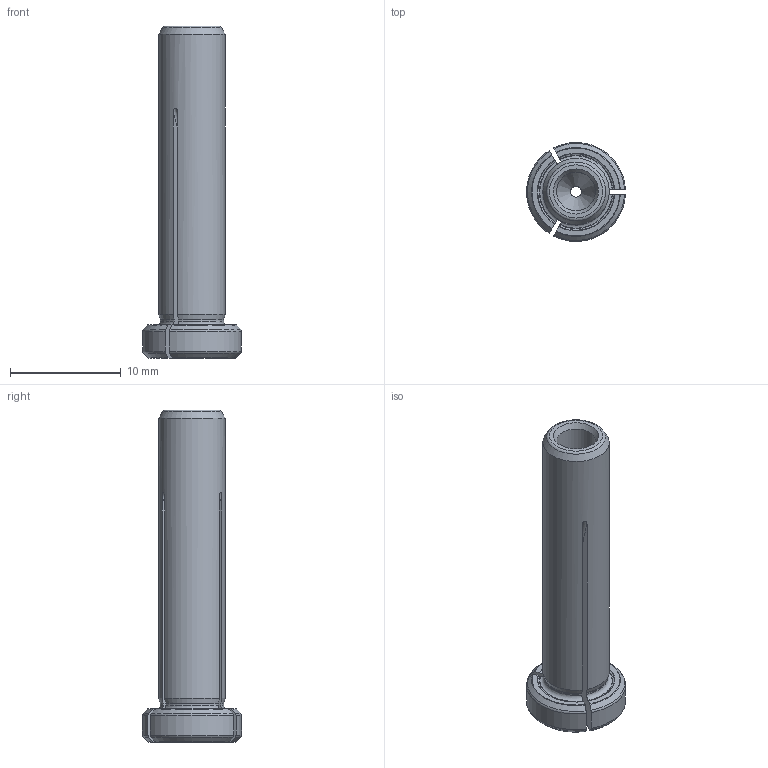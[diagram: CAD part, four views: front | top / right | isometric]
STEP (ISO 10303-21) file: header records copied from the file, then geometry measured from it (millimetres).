
FILE_DESCRIPTION(/* description */ (''),/* implementation_level */ '2;1');
FILE_NAME(/* name */ '190601000.stp',/* time_stamp */ '2022-02-25T10:19:58',/* author */ ('LRA'),/* organization */ ('REGO-FIX'),/* preprocessor_version */ ' Unknown',/* originating_system */ 'SIEMENS PLM Software Solid Edge ST10',/* authorization */ 'Unknown');
FILE_SCHEMA (('AUTOMOTIVE_DESIGN { 1 0 10303 214 2 1 1}'));
Length unit declared in the file: millimetre
Products named in the file (1): NOCUT
Bounding box: 8.94 x 8.95 x 30 mm (x, y, z)
Volume: 782.9 mm3; surface area: 1110.5 mm2
Topology: 1 solids, 1 shells, 67 faces, 203 edges, 134 vertices
Faces by surface type: torus 29, cone 15, plane 14, cylinder 9
Full cylindrical faces by diameter (mm): 1 x1, 3.5 x1, 5.997 x1
Entity records: 2438 total; most frequent: CARTESIAN_POINT 719, ORIENTED_EDGE 378, DIRECTION 322, EDGE_CURVE 189, AXIS2_PLACEMENT_3D 140, VERTEX_POINT 129, EDGE_LOOP 80, FACE_BOUND 80
